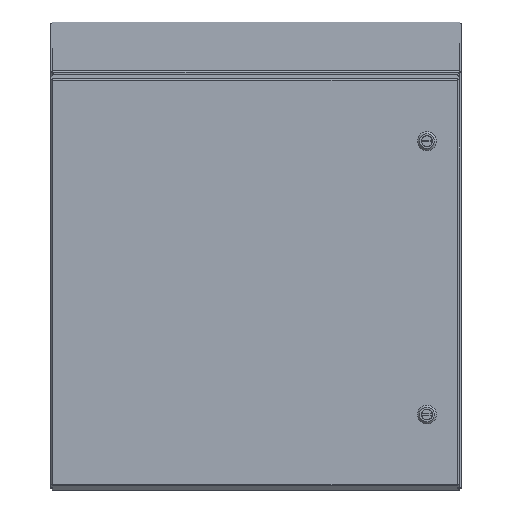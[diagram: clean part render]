
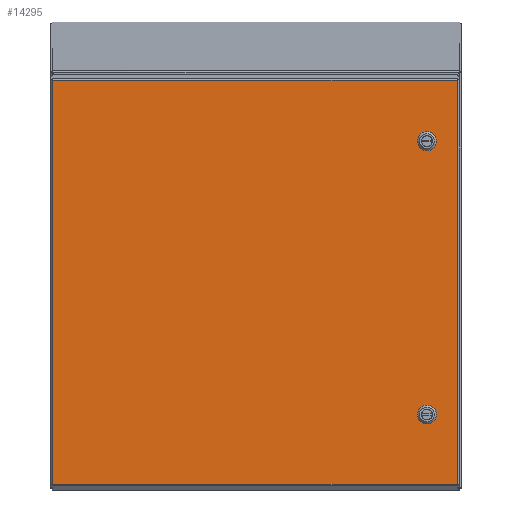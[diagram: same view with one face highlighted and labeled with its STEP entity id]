
A CAD part, top view. The second image highlights one B-rep face of the part: STEP entity #14295.
In plain terms, the highlighted planar face has unit normal (0, 0, 1).
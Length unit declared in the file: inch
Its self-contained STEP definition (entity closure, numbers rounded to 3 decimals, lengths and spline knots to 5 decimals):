
#568=PLANE('',#15444);
#1586=LINE('',#28516,#2707);
#1590=LINE('',#28528,#2711);
#1594=LINE('',#28540,#2715);
#1598=LINE('',#28550,#2719);
#1602=LINE('',#28564,#2723);
#1606=LINE('',#28576,#2727);
#1610=LINE('',#28588,#2731);
#1614=LINE('',#28598,#2735);
#1620=LINE('',#28633,#2741);
#1650=LINE('',#28921,#2771);
#1666=LINE('',#29211,#2787);
#1668=LINE('',#29215,#2789);
#2707=VECTOR('',#18146,0.42712);
#2711=VECTOR('',#18158,0.42712);
#2715=VECTOR('',#18170,0.42712);
#2719=VECTOR('',#18182,0.42712);
#2723=VECTOR('',#18194,0.42712);
#2727=VECTOR('',#18206,0.42712);
#2731=VECTOR('',#18218,0.42712);
#2735=VECTOR('',#18230,0.42712);
#2741=VECTOR('',#18240,23.64636);
#2771=VECTOR('',#18292,23.64636);
#2787=VECTOR('',#18326,23.6645);
#2789=VECTOR('',#18332,23.6645);
#3507=FACE_BOUND('',#5171,.T.);
#3508=FACE_BOUND('',#5172,.T.);
#4130=FACE_OUTER_BOUND('',#5170,.T.);
#5170=EDGE_LOOP('',(#11650,#11651,#11652,#11653));
#5171=EDGE_LOOP('',(#11654,#11655,#11656,#11657,#11658,#11659,#11660,#11661));
#5172=EDGE_LOOP('',(#11662,#11663,#11664,#11665,#11666,#11667,#11668,#11669));
#5811=CIRCLE('',#15389,0.453);
#5813=CIRCLE('',#15393,0.453);
#5815=CIRCLE('',#15397,0.453);
#5817=CIRCLE('',#15401,0.453);
#5819=CIRCLE('',#15405,0.453);
#5821=CIRCLE('',#15409,0.453);
#5823=CIRCLE('',#15413,0.453);
#5825=CIRCLE('',#15417,0.453);
#6760=VERTEX_POINT('',#28507);
#6761=VERTEX_POINT('',#28509);
#6763=VERTEX_POINT('',#28515);
#6765=VERTEX_POINT('',#28521);
#6767=VERTEX_POINT('',#28527);
#6769=VERTEX_POINT('',#28533);
#6771=VERTEX_POINT('',#28539);
#6773=VERTEX_POINT('',#28545);
#6776=VERTEX_POINT('',#28555);
#6777=VERTEX_POINT('',#28557);
#6779=VERTEX_POINT('',#28563);
#6781=VERTEX_POINT('',#28569);
#6783=VERTEX_POINT('',#28575);
#6785=VERTEX_POINT('',#28581);
#6787=VERTEX_POINT('',#28587);
#6789=VERTEX_POINT('',#28593);
#6795=VERTEX_POINT('',#28610);
#6798=VERTEX_POINT('',#28625);
#6822=VERTEX_POINT('',#28879);
#6824=VERTEX_POINT('',#28920);
#8394=EDGE_CURVE('',#6761,#6760,#5811,.T.);
#8397=EDGE_CURVE('',#6763,#6761,#1586,.T.);
#8400=EDGE_CURVE('',#6765,#6763,#5813,.T.);
#8403=EDGE_CURVE('',#6767,#6765,#1590,.T.);
#8406=EDGE_CURVE('',#6769,#6767,#5815,.T.);
#8409=EDGE_CURVE('',#6771,#6769,#1594,.T.);
#8412=EDGE_CURVE('',#6773,#6771,#5817,.T.);
#8415=EDGE_CURVE('',#6760,#6773,#1598,.T.);
#8418=EDGE_CURVE('',#6777,#6776,#5819,.T.);
#8421=EDGE_CURVE('',#6779,#6777,#1602,.T.);
#8424=EDGE_CURVE('',#6781,#6779,#5821,.T.);
#8427=EDGE_CURVE('',#6783,#6781,#1606,.T.);
#8430=EDGE_CURVE('',#6785,#6783,#5823,.T.);
#8433=EDGE_CURVE('',#6787,#6785,#1610,.T.);
#8436=EDGE_CURVE('',#6789,#6787,#5825,.T.);
#8439=EDGE_CURVE('',#6776,#6789,#1614,.T.);
#8448=EDGE_CURVE('',#6795,#6798,#1620,.T.);
#8492=EDGE_CURVE('',#6824,#6822,#1650,.T.);
#8522=EDGE_CURVE('',#6798,#6824,#1666,.T.);
#8524=EDGE_CURVE('',#6822,#6795,#1668,.T.);
#11650=ORIENTED_EDGE('',*,*,#8524,.T.);
#11651=ORIENTED_EDGE('',*,*,#8448,.T.);
#11652=ORIENTED_EDGE('',*,*,#8522,.T.);
#11653=ORIENTED_EDGE('',*,*,#8492,.T.);
#11654=ORIENTED_EDGE('',*,*,#8394,.T.);
#11655=ORIENTED_EDGE('',*,*,#8415,.T.);
#11656=ORIENTED_EDGE('',*,*,#8412,.T.);
#11657=ORIENTED_EDGE('',*,*,#8409,.T.);
#11658=ORIENTED_EDGE('',*,*,#8406,.T.);
#11659=ORIENTED_EDGE('',*,*,#8403,.T.);
#11660=ORIENTED_EDGE('',*,*,#8400,.T.);
#11661=ORIENTED_EDGE('',*,*,#8397,.T.);
#11662=ORIENTED_EDGE('',*,*,#8418,.T.);
#11663=ORIENTED_EDGE('',*,*,#8439,.T.);
#11664=ORIENTED_EDGE('',*,*,#8436,.T.);
#11665=ORIENTED_EDGE('',*,*,#8433,.T.);
#11666=ORIENTED_EDGE('',*,*,#8430,.T.);
#11667=ORIENTED_EDGE('',*,*,#8427,.T.);
#11668=ORIENTED_EDGE('',*,*,#8424,.T.);
#11669=ORIENTED_EDGE('',*,*,#8421,.T.);
#14295=ADVANCED_FACE('',(#4130,#3507,#3508),#568,.T.);
#15389=AXIS2_PLACEMENT_3D('',#28510,#18140,#18141);
#15393=AXIS2_PLACEMENT_3D('',#28522,#18152,#18153);
#15397=AXIS2_PLACEMENT_3D('',#28534,#18164,#18165);
#15401=AXIS2_PLACEMENT_3D('',#28546,#18176,#18177);
#15405=AXIS2_PLACEMENT_3D('',#28558,#18188,#18189);
#15409=AXIS2_PLACEMENT_3D('',#28570,#18200,#18201);
#15413=AXIS2_PLACEMENT_3D('',#28582,#18212,#18213);
#15417=AXIS2_PLACEMENT_3D('',#28594,#18224,#18225);
#15444=AXIS2_PLACEMENT_3D('',#29217,#18335,#18336);
#18140=DIRECTION('center_axis',(0.,0.,-1.));
#18141=DIRECTION('ref_axis',(0.882,0.471,0.));
#18146=DIRECTION('',(1.,0.,0.));
#18152=DIRECTION('center_axis',(0.,0.,-1.));
#18153=DIRECTION('ref_axis',(-0.471,0.882,0.));
#18158=DIRECTION('',(0.,1.,0.));
#18164=DIRECTION('center_axis',(0.,0.,-1.));
#18165=DIRECTION('ref_axis',(-0.882,-0.471,0.));
#18170=DIRECTION('',(-1.,0.,0.));
#18176=DIRECTION('center_axis',(0.,0.,-1.));
#18177=DIRECTION('ref_axis',(0.471,-0.882,0.));
#18182=DIRECTION('',(0.,-1.,0.));
#18188=DIRECTION('center_axis',(0.,0.,-1.));
#18189=DIRECTION('ref_axis',(0.882,0.471,0.));
#18194=DIRECTION('',(1.,0.,0.));
#18200=DIRECTION('center_axis',(0.,0.,-1.));
#18201=DIRECTION('ref_axis',(-0.471,0.882,0.));
#18206=DIRECTION('',(0.,1.,0.));
#18212=DIRECTION('center_axis',(0.,0.,-1.));
#18213=DIRECTION('ref_axis',(-0.882,-0.471,0.));
#18218=DIRECTION('',(-1.,0.,0.));
#18224=DIRECTION('center_axis',(0.,0.,-1.));
#18225=DIRECTION('ref_axis',(0.471,-0.882,0.));
#18230=DIRECTION('',(0.,-1.,0.));
#18240=DIRECTION('',(0.,1.,0.));
#18292=DIRECTION('',(0.,-1.,0.));
#18326=DIRECTION('',(-1.,0.,0.));
#18332=DIRECTION('',(1.,0.,0.));
#18335=DIRECTION('center_axis',(0.,0.,1.));
#18336=DIRECTION('ref_axis',(1.,0.,0.));
#28507=CARTESIAN_POINT('',(21.96087,-18.93316,0.074));
#28509=CARTESIAN_POINT('',(21.77499,-18.74723,0.074));
#28510=CARTESIAN_POINT('Origin',(21.56134,-19.14668,0.074));
#28515=CARTESIAN_POINT('',(21.34787,-18.74723,0.074));
#28516=CARTESIAN_POINT('',(16.63693,-18.74723,0.074));
#28521=CARTESIAN_POINT('',(21.16187,-18.93316,0.074));
#28522=CARTESIAN_POINT('Origin',(21.56134,-19.14677,0.074));
#28527=CARTESIAN_POINT('',(21.16187,-19.36029,0.074));
#28528=CARTESIAN_POINT('',(21.16187,-15.16494,0.074));
#28533=CARTESIAN_POINT('',(21.3478,-19.54623,0.074));
#28534=CARTESIAN_POINT('Origin',(21.56137,-19.14673,0.074));
#28539=CARTESIAN_POINT('',(21.77493,-19.54623,0.074));
#28540=CARTESIAN_POINT('',(16.42333,-19.54623,0.074));
#28545=CARTESIAN_POINT('',(21.96087,-19.36029,0.074));
#28546=CARTESIAN_POINT('Origin',(21.56137,-19.14673,0.074));
#28550=CARTESIAN_POINT('',(21.96087,-15.37851,0.074));
#28555=CARTESIAN_POINT('',(21.96087,-2.93316,0.074));
#28557=CARTESIAN_POINT('',(21.77499,-2.74723,0.074));
#28558=CARTESIAN_POINT('Origin',(21.56134,-3.14668,0.074));
#28563=CARTESIAN_POINT('',(21.34787,-2.74723,0.074));
#28564=CARTESIAN_POINT('',(16.63693,-2.74723,0.074));
#28569=CARTESIAN_POINT('',(21.16187,-2.93316,0.074));
#28570=CARTESIAN_POINT('Origin',(21.56134,-3.14677,0.074));
#28575=CARTESIAN_POINT('',(21.16187,-3.36029,0.074));
#28576=CARTESIAN_POINT('',(21.16187,-7.16494,0.074));
#28581=CARTESIAN_POINT('',(21.3478,-3.54623,0.074));
#28582=CARTESIAN_POINT('Origin',(21.56137,-3.14673,0.074));
#28587=CARTESIAN_POINT('',(21.77493,-3.54623,0.074));
#28588=CARTESIAN_POINT('',(16.42333,-3.54623,0.074));
#28593=CARTESIAN_POINT('',(21.96087,-3.36029,0.074));
#28594=CARTESIAN_POINT('Origin',(21.56137,-3.14673,0.074));
#28598=CARTESIAN_POINT('',(21.96087,-7.37851,0.074));
#28610=CARTESIAN_POINT('',(23.33112,-23.2199,0.074));
#28625=CARTESIAN_POINT('',(23.33112,0.42645,0.074));
#28633=CARTESIAN_POINT('',(23.33112,-17.34516,0.074));
#28879=CARTESIAN_POINT('',(-0.33338,-23.2199,0.074));
#28920=CARTESIAN_POINT('',(-0.33338,0.42645,0.074));
#28921=CARTESIAN_POINT('',(-0.33338,-5.44829,0.074));
#29211=CARTESIAN_POINT('',(17.41499,0.42645,0.074));
#29215=CARTESIAN_POINT('',(5.58274,-23.2199,0.074));
#29217=CARTESIAN_POINT('Origin',(11.49887,-11.39673,0.074));
